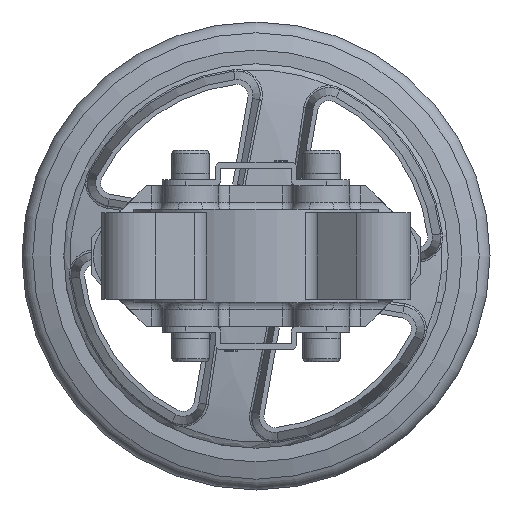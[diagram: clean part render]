
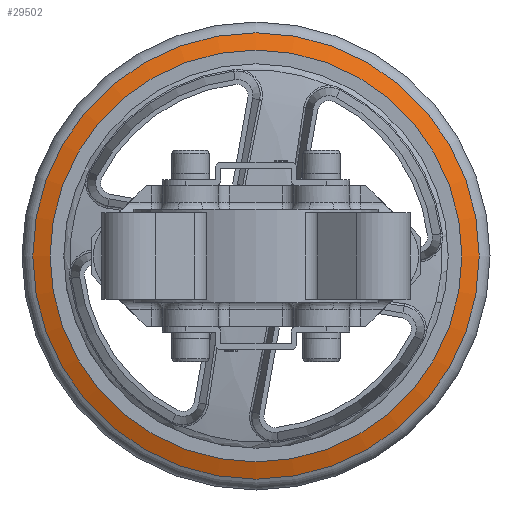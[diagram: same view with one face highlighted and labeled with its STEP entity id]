
A CAD part, front view. The second image highlights one B-rep face of the part: STEP entity #29502.
In plain terms, the highlighted conical face has half-angle 70 degrees and reference radius 95.394 mm.
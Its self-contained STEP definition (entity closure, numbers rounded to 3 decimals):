
#2402=CONICAL_SURFACE('',#31278,95.394,1.222);
#2713=FACE_BOUND('',#6923,.T.);
#3154=CIRCLE('',#30788,95.394);
#3467=CIRCLE('',#31279,88.);
#4942=FACE_OUTER_BOUND('',#6922,.T.);
#6922=EDGE_LOOP('',(#24282));
#6923=EDGE_LOOP('',(#24283));
#13678=VERTEX_POINT('',#51852);
#14151=VERTEX_POINT('',#54302);
#17234=EDGE_CURVE('',#13678,#13678,#3154,.T.);
#17712=EDGE_CURVE('',#14151,#14151,#3467,.T.);
#24282=ORIENTED_EDGE('',*,*,#17712,.T.);
#24283=ORIENTED_EDGE('',*,*,#17234,.T.);
#29502=ADVANCED_FACE('',(#4942,#2713),#2402,.T.);
#30788=AXIS2_PLACEMENT_3D('',#51853,#34842,#34843);
#31278=AXIS2_PLACEMENT_3D('',#54301,#35870,#35871);
#31279=AXIS2_PLACEMENT_3D('',#54303,#35872,#35873);
#34842=DIRECTION('center_axis',(0.,-1.,0.));
#34843=DIRECTION('ref_axis',(0.174,0.,0.985));
#35870=DIRECTION('center_axis',(0.,1.,0.));
#35871=DIRECTION('ref_axis',(-1.,0.,0.));
#35872=DIRECTION('center_axis',(0.,1.,0.));
#35873=DIRECTION('ref_axis',(-1.,0.,0.));
#51852=CARTESIAN_POINT('',(-95.394,80.497,0.));
#51853=CARTESIAN_POINT('Origin',(0.,80.497,
0.));
#54301=CARTESIAN_POINT('Origin',(0.,80.497,
0.));
#54302=CARTESIAN_POINT('',(-88.,77.806,0.));
#54303=CARTESIAN_POINT('Origin',(0.,77.806,0.));
